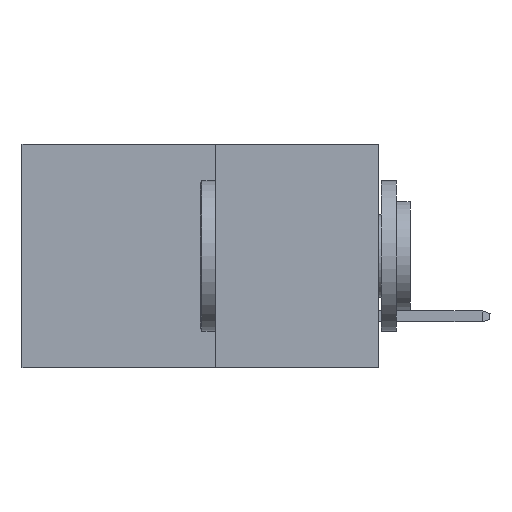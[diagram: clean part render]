
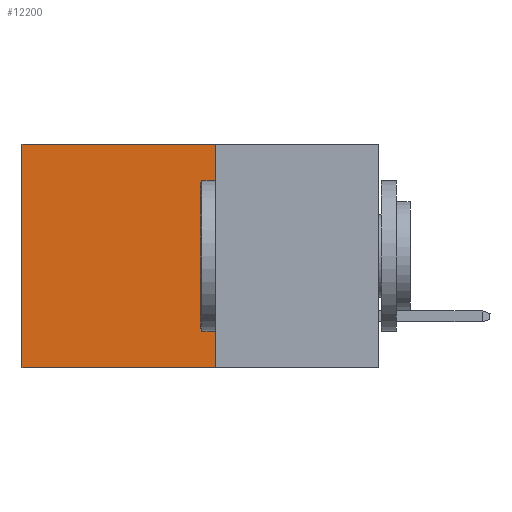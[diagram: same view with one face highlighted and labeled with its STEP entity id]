
A CAD part, left-side view. The second image highlights one B-rep face of the part: STEP entity #12200.
In plain terms, the highlighted planar face has unit normal (-1, 0, 0).
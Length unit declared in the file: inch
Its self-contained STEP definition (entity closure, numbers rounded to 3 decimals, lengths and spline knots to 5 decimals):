
#314 = PLANE ( 'NONE',  #10856 ) ;
#1887 = EDGE_CURVE ( 'NONE', #12882, #6089, #7029, .T. ) ;
#2370 = CARTESIAN_POINT ( 'NONE',  ( 0.277, 0.27, -0.37 ) ) ;
#2391 = CARTESIAN_POINT ( 'NONE',  ( 0.277, 0.59, -0.37 ) ) ;
#2398 = VERTEX_POINT ( 'NONE', #2391 ) ;
#2488 = CARTESIAN_POINT ( 'NONE',  ( 0.277, 0.27, -0.37 ) ) ;
#2750 = FACE_OUTER_BOUND ( 'NONE', #5736, .T. ) ;
#2864 = EDGE_CURVE ( 'NONE', #9843, #2398, #3328, .T. ) ;
#3328 = LINE ( 'NONE', #9504, #10671 ) ;
#3419 = CARTESIAN_POINT ( 'NONE',  ( 0.277, 0.59, -0.37 ) ) ;
#3605 = DIRECTION ( 'NONE',  ( 0., 0., -1. ) ) ;
#5063 = VECTOR ( 'NONE', #10117, 39.37008 ) ;
#5374 = LINE ( 'NONE', #10164, #5063 ) ;
#5510 = CARTESIAN_POINT ( 'NONE',  ( 0.277, 0.27, 0. ) ) ;
#5736 = EDGE_LOOP ( 'NONE', ( #8278, #9004, #9175, #6340 ) ) ;
#6089 = VERTEX_POINT ( 'NONE', #13086 ) ;
#6340 = ORIENTED_EDGE ( 'NONE', *, *, #1887, .T. ) ;
#6765 = VECTOR ( 'NONE', #12349, 39.37008 ) ;
#7029 = LINE ( 'NONE', #11956, #11594 ) ;
#7264 = DIRECTION ( 'NONE',  ( 0., 1., 0. ) ) ;
#7602 = DIRECTION ( 'NONE',  ( 0., 1., 0. ) ) ;
#8278 = ORIENTED_EDGE ( 'NONE', *, *, #12813, .T. ) ;
#9004 = ORIENTED_EDGE ( 'NONE', *, *, #2864, .F. ) ;
#9175 = ORIENTED_EDGE ( 'NONE', *, *, #9619, .F. ) ;
#9369 = LINE ( 'NONE', #3419, #6765 ) ;
#9504 = CARTESIAN_POINT ( 'NONE',  ( 0.277, 0.27, -0.37 ) ) ;
#9591 = DIRECTION ( 'NONE',  ( 1., 0., 0. ) ) ;
#9619 = EDGE_CURVE ( 'NONE', #12882, #9843, #5374, .T. ) ;
#9843 = VERTEX_POINT ( 'NONE', #2370 ) ;
#10117 = DIRECTION ( 'NONE',  ( 0., 0., -1. ) ) ;
#10164 = CARTESIAN_POINT ( 'NONE',  ( 0.277, 0.27, -0.37 ) ) ;
#10671 = VECTOR ( 'NONE', #7264, 39.37008 ) ;
#10856 = AXIS2_PLACEMENT_3D ( 'NONE', #2488, #9591, #3605 ) ;
#11594 = VECTOR ( 'NONE', #7602, 39.37008 ) ;
#11956 = CARTESIAN_POINT ( 'NONE',  ( 0.277, 0.27, 0. ) ) ;
#12200 = ADVANCED_FACE ( 'NONE', ( #2750 ), #314, .F. ) ;
#12349 = DIRECTION ( 'NONE',  ( 0., 0., -1. ) ) ;
#12813 = EDGE_CURVE ( 'NONE', #6089, #2398, #9369, .T. ) ;
#12882 = VERTEX_POINT ( 'NONE', #5510 ) ;
#13086 = CARTESIAN_POINT ( 'NONE',  ( 0.277, 0.59, 0. ) ) ;
